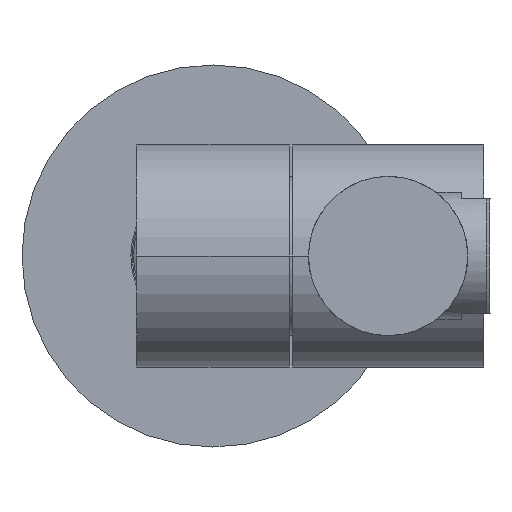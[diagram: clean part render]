
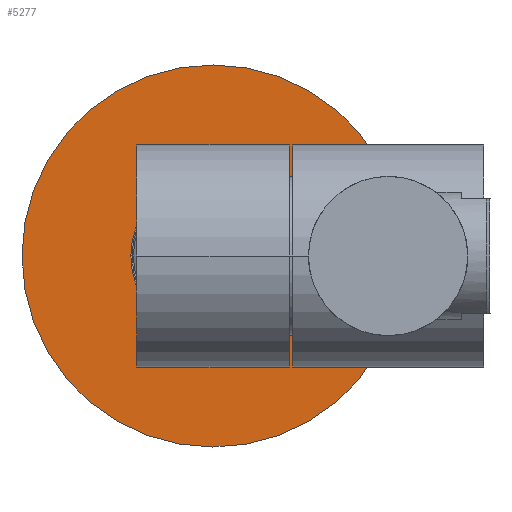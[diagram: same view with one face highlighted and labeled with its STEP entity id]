
A CAD part, front view. The second image highlights one B-rep face of the part: STEP entity #5277.
In plain terms, the highlighted face is planar.
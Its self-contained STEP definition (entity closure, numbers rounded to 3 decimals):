
#4952=CARTESIAN_POINT('',(0.,0.,0.));
#4953=DIRECTION('',(0.,0.,1.));
#4954=DIRECTION('',(-1.,0.,0.));
#4955=AXIS2_PLACEMENT_3D('',#4952,#4953,#4954);
#4957=CARTESIAN_POINT('',(0.,0.,0.));
#4958=DIRECTION('',(0.,0.,-1.));
#4959=DIRECTION('',(-1.,0.,0.));
#4960=AXIS2_PLACEMENT_3D('',#4957,#4958,#4959);
#4962=CARTESIAN_POINT('',(0.,0.,0.));
#4963=DIRECTION('',(0.,0.,1.));
#4964=DIRECTION('',(1.,0.,0.));
#4965=AXIS2_PLACEMENT_3D('',#4962,#4963,#4964);
#4967=CARTESIAN_POINT('',(0.,0.,0.));
#4968=DIRECTION('',(0.,0.,1.));
#4969=DIRECTION('',(-1.,0.,0.));
#4970=AXIS2_PLACEMENT_3D('',#4967,#4968,#4969);
#5209=CARTESIAN_POINT('',(-30.,0.,0.));
#5211=VERTEX_POINT('',#5209);
#5225=CARTESIAN_POINT('',(30.,0.,0.));
#5227=VERTEX_POINT('',#5225);
#5232=CARTESIAN_POINT('',(12.9,0.,0.));
#5233=CARTESIAN_POINT('',(-12.9,0.,0.));
#5234=VERTEX_POINT('',#5232);
#5235=VERTEX_POINT('',#5233);
#5260=CARTESIAN_POINT('',(0.,0.,0.));
#5261=DIRECTION('',(0.,0.,-1.));
#5262=DIRECTION('',(1.,0.,0.));
#5263=AXIS2_PLACEMENT_3D('',#5260,#5261,#5262);
#5264=PLANE('',#5263);
#5266=ORIENTED_EDGE('',*,*,#5265,.F.);
#5268=ORIENTED_EDGE('',*,*,#5267,.T.);
#5269=EDGE_LOOP('',(#5266,#5268));
#5270=FACE_OUTER_BOUND('',#5269,.F.);
#5272=ORIENTED_EDGE('',*,*,#5271,.T.);
#5274=ORIENTED_EDGE('',*,*,#5273,.T.);
#5275=EDGE_LOOP('',(#5272,#5274));
#5276=FACE_BOUND('',#5275,.F.);
#4956=CIRCLE('',#4955,30.);
#4961=CIRCLE('',#4960,30.);
#4966=CIRCLE('',#4965,12.9);
#4971=CIRCLE('',#4970,12.9);
#5265=EDGE_CURVE('',#5211,#5227,#4956,.T.);
#5267=EDGE_CURVE('',#5211,#5227,#4961,.T.);
#5271=EDGE_CURVE('',#5234,#5235,#4966,.T.);
#5273=EDGE_CURVE('',#5235,#5234,#4971,.T.);
#5277=ADVANCED_FACE('',(#5270,#5276),#5264,.F.);
